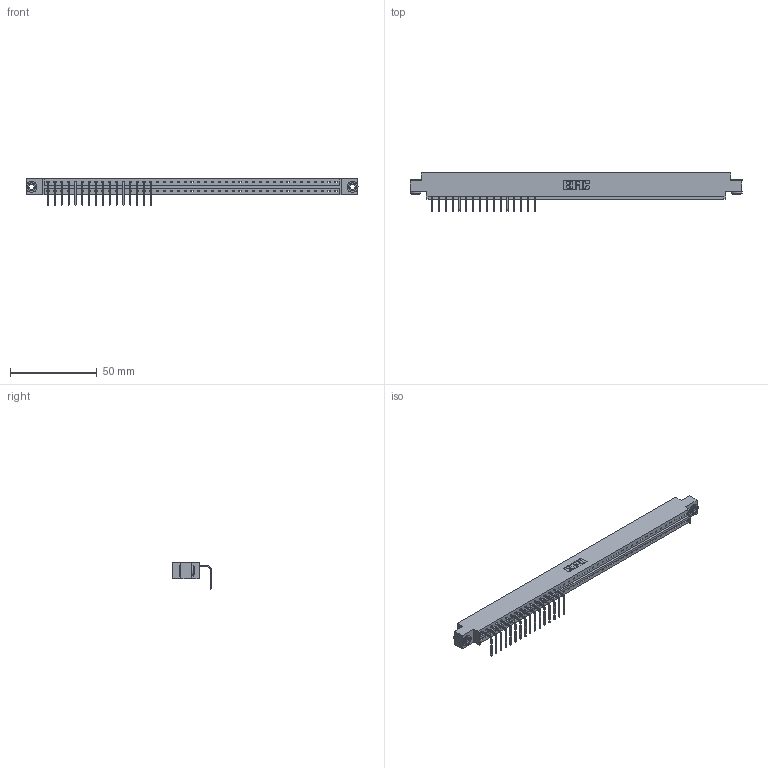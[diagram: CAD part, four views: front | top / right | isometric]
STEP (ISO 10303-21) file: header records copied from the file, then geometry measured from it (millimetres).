
FILE_DESCRIPTION (( 'STEP AP203' ), '1' );
FILE_NAME ('333-016-558-603.STEP', '2018-08-01T21:03:46', ( '' ), ( '' ), 'SwSTEP 2.0', 'SolidWorks 2016', '' );
FILE_SCHEMA (( 'CONFIG_CONTROL_DESIGN' ));
Length unit declared in the file: inch
Products named in the file (4): 345-250-002_345-250-002-102; 333-016-558-603; 333 Part_Offset - .156 Dia - TH; 345-292-001_558 Tail - 2
Assembly tree (19 placements, depth 2):
  333-016-558-603
    333 Part_Offset - .156 Dia - TH
    345-292-001_558 Tail - 2  x16
    345-250-002_345-250-002-102  x2
Bounding box: 191.92 x 22.17 x 15.37 mm (x, y, z)
Volume: 18857.6 mm3; surface area: 19449.2 mm2
Topology: 19 solids, 19 shells, 1440 faces, 4445 edges, 2938 vertices
Faces by surface type: plane 1112, cylinder 320, cone 8
Entity records: 26160 total; most frequent: CARTESIAN_POINT 4615, ORIENTED_EDGE 4614, DIRECTION 3893, EDGE_CURVE 2307, VECTOR 2155, LINE 2155, VERTEX_POINT 1534, AXIS2_PLACEMENT_3D 869
